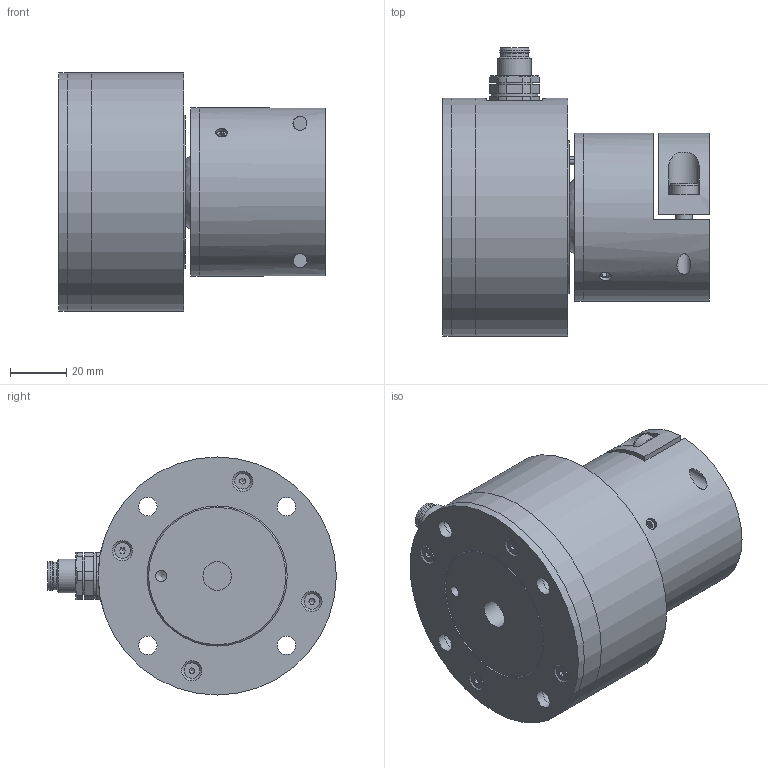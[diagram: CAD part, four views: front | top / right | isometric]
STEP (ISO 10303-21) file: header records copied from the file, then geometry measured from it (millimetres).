
FILE_DESCRIPTION (( 'STEP AP214' ), '1' );
FILE_NAME ('a_RCA25.STEP', '2024-04-16T08:53:07', ( '' ), ( '' ), 'SwSTEP 2.0', 'SolidWorks 2023', '' );
FILE_SCHEMA (( 'AUTOMOTIVE_DESIGN' ));
Length unit declared in the file: millimetre
Products named in the file (6): RCA Scheibe; a_RCA25; a_RCA Adapter 25mm; a_RCA Messkörper; EN ISO 10642 - M3 x 8 - 8N_EN ISO 10642 - M3 x 8 - 8N; a_RCA Lager
Assembly tree (8 placements, depth 2):
  a_RCA25
    a_RCA Messkörper
    a_RCA Lager
    a_RCA Adapter 25mm
    RCA Scheibe
    EN ISO 10642 - M3 x 8 - 8N_EN ISO 10642 - M3 x 8 - 8N  x4
Bounding box: 95.1 x 103 x 85 mm (x, y, z)
Volume: 362277.6 mm3; surface area: 102935.4 mm2
Topology: 48 solids, 48 shells, 600 faces, 1319 edges, 826 vertices
Faces by surface type: plane 294, cylinder 168, cone 76, bspline 37, torus 25
Full cylindrical faces by diameter (mm): 1 x8, 1.5 x4, 2 x1, 2.5 x8, 3 x9, 3.4 x9, 4 x5, 4.2 x1, 5 x3, 5.3 x4, 5.54 x4, 5.7 x4, 6 x2, 6.6 x14, 6.8 x1, 8 x1, 8.375 x1, 8.4 x1, 9 x4, 9.95 x1, 10 x2, 10.2 x1, 10.4 x1, 11 x4, 12 x1, 13 x1, 13.5 x2, 14.5 x1, 16 x1, 16.7 x1
Entity records: 14664 total; most frequent: CARTESIAN_POINT 3528, DIRECTION 2285, ORIENTED_EDGE 1706, AXIS2_PLACEMENT_3D 968, EDGE_LOOP 858, EDGE_CURVE 853, FACE_OUTER_BOUND 670, VERTEX_POINT 653
